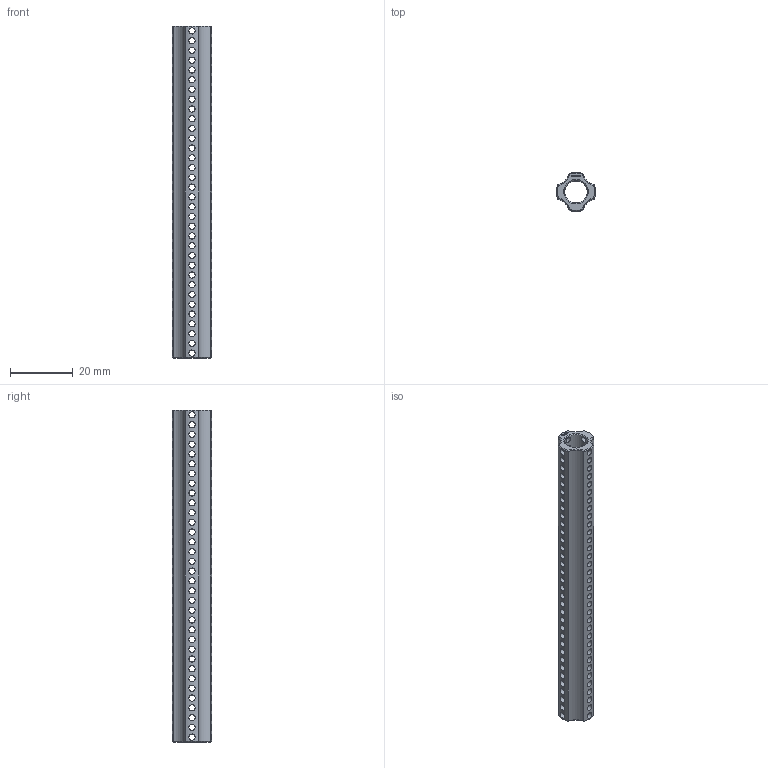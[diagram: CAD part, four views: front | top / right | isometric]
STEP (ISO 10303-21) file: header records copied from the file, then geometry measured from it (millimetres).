
FILE_DESCRIPTION(('FreeCAD Model'),'2;1');
FILE_NAME('Open CASCADE Shape Model','2024-02-18T17:22:53',(''),(''), 'Open CASCADE STEP processor 7.6','FreeCAD','Unknown');
FILE_SCHEMA(('AUTOMOTIVE_DESIGN { 1 0 10303 214 1 1 1 1 }'));
Length unit declared in the file: millimetre
Products named in the file (1): Power-Transmission Hub PLN IDX FRE BU08.50 - SPN-PTH-0133 
(stemfie.org)
Bounding box: 12.5 x 12.5 x 106.25 mm (x, y, z)
Volume: 5735.8 mm3; surface area: 8156.6 mm2
Topology: 1 solids, 1 shells, 647 faces, 1997 edges, 1348 vertices
Faces by surface type: plane 322, extrusion 162, cylinder 145, cone 18
Full cylindrical faces by diameter (mm): 2 x136, 7.2 x1
Entity records: 87386 total; most frequent: CARTESIAN_POINT 50747, DIRECTION 5273, VECTOR 4179, LINE 4017, ORIENTED_EDGE 3994, PCURVE 3994, DEFINITIONAL_REPRESENTATION 3994, B_SPLINE_CURVE_WITH_KNOTS 2066
